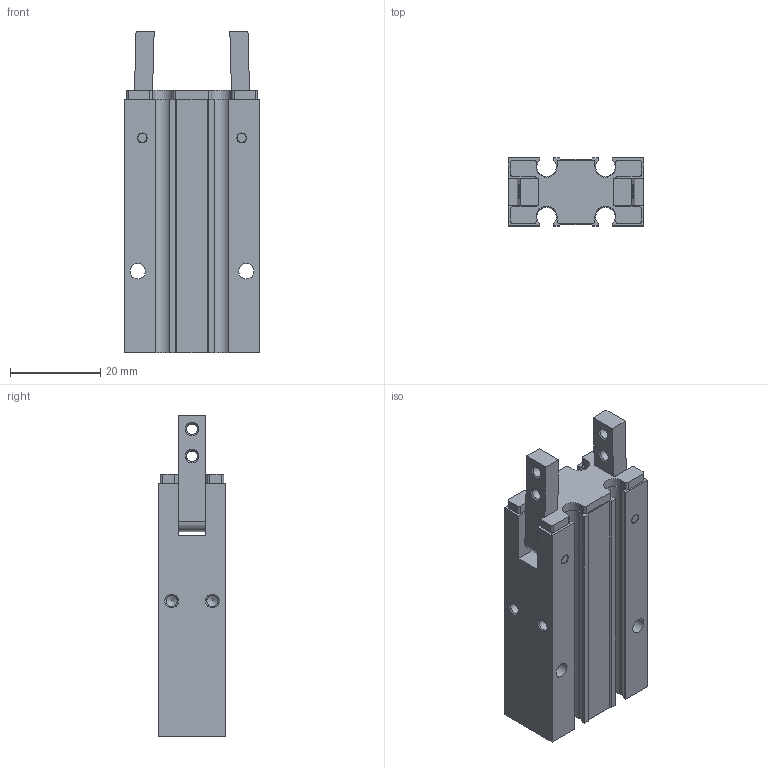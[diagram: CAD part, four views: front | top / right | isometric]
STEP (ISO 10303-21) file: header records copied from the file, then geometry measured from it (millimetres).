
FILE_DESCRIPTION( ( 'STEP AP203' ), '1' );
FILE_NAME( 'MCHY-10D(-3).stp', '2021-02-01T09:19:49', ( 'License CC BY-ND 4.0' ), ( 'CADENAS' ), ' ', 'PARTsolutions', ' ' );
FILE_SCHEMA( ( 'CONFIG_CONTROL_DESIGN' ) );
Length unit declared in the file: millimetre
Products named in the file (3): MCHY-10D(-3); _MCHY-10_(b); _MCHY-10D_(f)
Assembly tree (3 placements, depth 2):
  MCHY-10D(-3)
    _MCHY-10_(b)
    _MCHY-10D_(f)  x2
Bounding box: 30 x 15 x 71.04 mm (x, y, z)
Volume: 21093.9 mm3; surface area: 11088.3 mm2
Topology: 3 solids, 3 shells, 161 faces, 431 edges, 280 vertices
Faces by surface type: plane 76, cylinder 57, cone 28
Full cylindrical faces by diameter (mm): 2 x8, 2.459 x10, 3.4 x2, 4.134 x2, 11 x1
Entity records: 4398 total; most frequent: DIRECTION 758, CARTESIAN_POINT 732, ORIENTED_EDGE 668, EDGE_CURVE 334, AXIS2_PLACEMENT_3D 274, VERTEX_POINT 248, EDGE_LOOP 210, LINE 210
